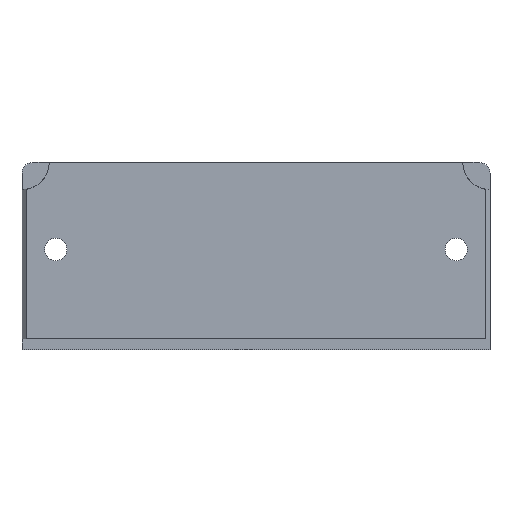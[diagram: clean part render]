
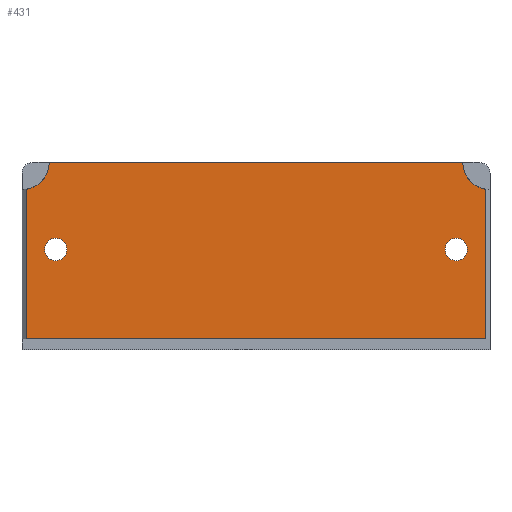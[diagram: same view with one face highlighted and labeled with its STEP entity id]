
A CAD part, top view. The second image highlights one B-rep face of the part: STEP entity #431.
In plain terms, the highlighted planar face has unit normal (0, 0, 1).
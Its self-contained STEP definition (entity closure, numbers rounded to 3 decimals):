
#30=FACE_BOUND('',#88,.T.);
#31=FACE_BOUND('',#89,.T.);
#36=PLANE('',#486);
#57=FACE_OUTER_BOUND('',#87,.T.);
#87=EDGE_LOOP('',(#343,#344,#345,#346,#347,#348));
#88=EDGE_LOOP('',(#349));
#89=EDGE_LOOP('',(#350));
#117=LINE('',#711,#153);
#118=LINE('',#714,#154);
#119=LINE('',#716,#155);
#120=LINE('',#720,#156);
#153=VECTOR('',#579,10.);
#154=VECTOR('',#582,10.);
#155=VECTOR('',#583,10.);
#156=VECTOR('',#586,10.);
#185=CIRCLE('',#477,1.025);
#188=CIRCLE('',#483,1.025);
#189=CIRCLE('',#487,2.5);
#190=CIRCLE('',#488,2.5);
#211=VERTEX_POINT('',#689);
#214=VERTEX_POINT('',#700);
#215=VERTEX_POINT('',#704);
#218=VERTEX_POINT('',#709);
#219=VERTEX_POINT('',#713);
#220=VERTEX_POINT('',#715);
#221=VERTEX_POINT('',#717);
#222=VERTEX_POINT('',#719);
#255=EDGE_CURVE('',#211,#211,#185,.T.);
#260=EDGE_CURVE('',#214,#214,#188,.T.);
#264=EDGE_CURVE('',#218,#215,#117,.T.);
#265=EDGE_CURVE('',#218,#219,#118,.T.);
#266=EDGE_CURVE('',#220,#219,#119,.T.);
#267=EDGE_CURVE('',#220,#221,#189,.T.);
#268=EDGE_CURVE('',#221,#222,#120,.T.);
#269=EDGE_CURVE('',#222,#215,#190,.T.);
#343=ORIENTED_EDGE('',*,*,#264,.F.);
#344=ORIENTED_EDGE('',*,*,#265,.T.);
#345=ORIENTED_EDGE('',*,*,#266,.F.);
#346=ORIENTED_EDGE('',*,*,#267,.T.);
#347=ORIENTED_EDGE('',*,*,#268,.T.);
#348=ORIENTED_EDGE('',*,*,#269,.T.);
#349=ORIENTED_EDGE('',*,*,#260,.T.);
#350=ORIENTED_EDGE('',*,*,#255,.T.);
#431=ADVANCED_FACE('',(#57,#30,#31),#36,.T.);
#477=AXIS2_PLACEMENT_3D('',#691,#557,#558);
#483=AXIS2_PLACEMENT_3D('',#702,#571,#572);
#486=AXIS2_PLACEMENT_3D('',#712,#580,#581);
#487=AXIS2_PLACEMENT_3D('',#718,#584,#585);
#488=AXIS2_PLACEMENT_3D('',#721,#587,#588);
#557=DIRECTION('center_axis',(0.,0.,-1.));
#558=DIRECTION('ref_axis',(1.,0.,0.));
#571=DIRECTION('center_axis',(0.,0.,-1.));
#572=DIRECTION('ref_axis',(1.,0.,0.));
#579=DIRECTION('',(0.,1.,0.));
#580=DIRECTION('center_axis',(0.,0.,1.));
#581=DIRECTION('ref_axis',(1.,0.,0.));
#582=DIRECTION('',(1.,0.,0.));
#583=DIRECTION('',(0.,-1.,0.));
#584=DIRECTION('center_axis',(0.,0.,-1.));
#585=DIRECTION('ref_axis',(-1.,0.,0.));
#586=DIRECTION('',(-1.,0.,0.));
#587=DIRECTION('center_axis',(0.,0.,-1.));
#588=DIRECTION('ref_axis',(-1.,0.,0.));
#689=CARTESIAN_POINT('',(2.075,9.2,1.8));
#691=CARTESIAN_POINT('Origin',(3.1,9.2,1.8));
#700=CARTESIAN_POINT('',(38.875,9.2,1.8));
#702=CARTESIAN_POINT('Origin',(39.9,9.2,1.8));
#704=CARTESIAN_POINT('',(0.4,14.732,1.8));
#709=CARTESIAN_POINT('',(0.4,1.,1.8));
#711=CARTESIAN_POINT('',(0.4,12.9,1.8));
#712=CARTESIAN_POINT('Origin',(21.5,8.6,1.8));
#713=CARTESIAN_POINT('',(42.6,1.,1.8));
#714=CARTESIAN_POINT('',(10.75,1.,1.8));
#715=CARTESIAN_POINT('',(42.6,14.732,1.8));
#716=CARTESIAN_POINT('',(42.6,4.3,1.8));
#717=CARTESIAN_POINT('',(40.5,17.2,1.8));
#718=CARTESIAN_POINT('Origin',(43.,17.2,1.8));
#719=CARTESIAN_POINT('',(2.5,17.2,1.8));
#720=CARTESIAN_POINT('',(43.,17.2,1.8));
#721=CARTESIAN_POINT('Origin',(0.,17.2,1.8));
